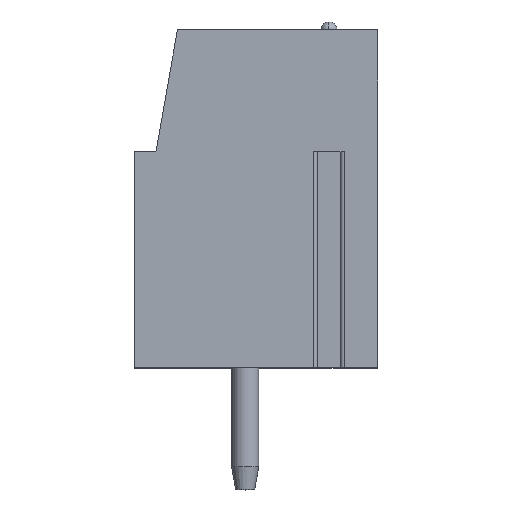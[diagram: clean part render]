
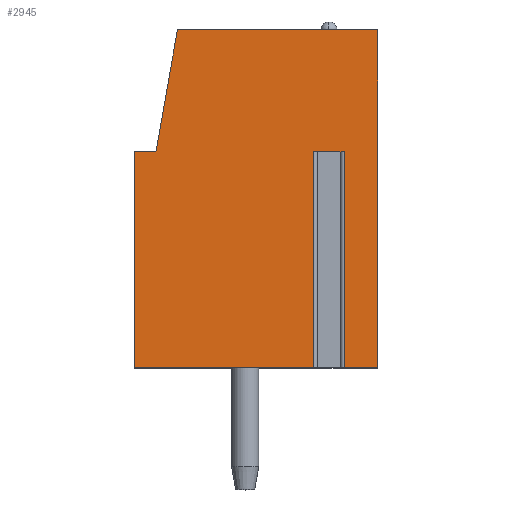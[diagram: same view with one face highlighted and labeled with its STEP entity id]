
A CAD part, top view. The second image highlights one B-rep face of the part: STEP entity #2945.
In plain terms, the highlighted planar face has unit normal (0, 0, 1).
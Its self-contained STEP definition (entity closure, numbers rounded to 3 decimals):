
#13=DIRECTION('',(-1.,0.,0.));
#14=VECTOR('',#13,1.112);
#15=CARTESIAN_POINT('',(3.256,1.75,12.7));
#16=LINE('',#15,#14);
#17=DIRECTION('',(0.,-1.,0.));
#18=VECTOR('',#17,8.);
#19=CARTESIAN_POINT('',(2.144,1.75,12.7));
#20=LINE('',#19,#18);
#21=DIRECTION('',(1.,0.,0.));
#22=VECTOR('',#21,6.644);
#23=CARTESIAN_POINT('',(-4.5,-6.25,12.7));
#24=LINE('',#23,#22);
#25=DIRECTION('',(0.,-1.,0.));
#26=VECTOR('',#25,8.);
#27=CARTESIAN_POINT('',(-4.5,1.75,12.7));
#28=LINE('',#27,#26);
#29=DIRECTION('',(-1.,0.,0.));
#30=VECTOR('',#29,0.8);
#31=CARTESIAN_POINT('',(-3.7,1.75,12.7));
#32=LINE('',#31,#30);
#33=DIRECTION('',(-0.174,-0.985,0.));
#34=VECTOR('',#33,4.569);
#35=CARTESIAN_POINT('',(-2.907,6.25,12.7));
#36=LINE('',#35,#34);
#37=DIRECTION('',(-1.,0.,0.));
#38=VECTOR('',#37,7.407);
#39=CARTESIAN_POINT('',(4.5,6.25,12.7));
#40=LINE('',#39,#38);
#41=DIRECTION('',(0.,1.,0.));
#42=VECTOR('',#41,12.5);
#43=CARTESIAN_POINT('',(4.5,-6.25,12.7));
#44=LINE('',#43,#42);
#45=DIRECTION('',(1.,0.,0.));
#46=VECTOR('',#45,1.244);
#47=CARTESIAN_POINT('',(3.256,-6.25,12.7));
#48=LINE('',#47,#46);
#49=DIRECTION('',(0.,-1.,0.));
#50=VECTOR('',#49,8.);
#51=CARTESIAN_POINT('',(3.256,1.75,12.7));
#52=LINE('',#51,#50);
#2300=CARTESIAN_POINT('',(-3.7,1.75,12.7));
#2301=CARTESIAN_POINT('',(-4.5,1.75,12.7));
#2302=VERTEX_POINT('',#2300);
#2303=VERTEX_POINT('',#2301);
#2304=CARTESIAN_POINT('',(-4.5,-6.25,12.7));
#2305=VERTEX_POINT('',#2304);
#2306=CARTESIAN_POINT('',(4.5,-6.25,12.7));
#2307=CARTESIAN_POINT('',(4.5,6.25,12.7));
#2308=VERTEX_POINT('',#2306);
#2309=VERTEX_POINT('',#2307);
#2310=CARTESIAN_POINT('',(-2.907,6.25,12.7));
#2311=VERTEX_POINT('',#2310);
#2360=CARTESIAN_POINT('',(3.256,1.75,12.7));
#2361=CARTESIAN_POINT('',(2.144,1.75,12.7));
#2362=VERTEX_POINT('',#2360);
#2363=VERTEX_POINT('',#2361);
#2364=CARTESIAN_POINT('',(2.144,-6.25,12.7));
#2365=VERTEX_POINT('',#2364);
#2366=CARTESIAN_POINT('',(3.256,-6.25,12.7));
#2367=VERTEX_POINT('',#2366);
#2918=CARTESIAN_POINT('',(0.,0.,12.7));
#2919=DIRECTION('',(0.,0.,1.));
#2920=DIRECTION('',(1.,0.,0.));
#2921=AXIS2_PLACEMENT_3D('',#2918,#2919,#2920);
#2922=PLANE('',#2921);
#2924=ORIENTED_EDGE('',*,*,#2923,.T.);
#2926=ORIENTED_EDGE('',*,*,#2925,.T.);
#2928=ORIENTED_EDGE('',*,*,#2927,.F.);
#2930=ORIENTED_EDGE('',*,*,#2929,.F.);
#2932=ORIENTED_EDGE('',*,*,#2931,.F.);
#2934=ORIENTED_EDGE('',*,*,#2933,.F.);
#2936=ORIENTED_EDGE('',*,*,#2935,.F.);
#2938=ORIENTED_EDGE('',*,*,#2937,.F.);
#2940=ORIENTED_EDGE('',*,*,#2939,.F.);
#2942=ORIENTED_EDGE('',*,*,#2941,.F.);
#2943=EDGE_LOOP('',(#2924,#2926,#2928,#2930,#2932,#2934,#2936,#2938,#2940,
#2942));
#2944=FACE_OUTER_BOUND('',#2943,.F.);
#2923=EDGE_CURVE('',#2362,#2363,#16,.T.);
#2925=EDGE_CURVE('',#2363,#2365,#20,.T.);
#2927=EDGE_CURVE('',#2305,#2365,#24,.T.);
#2929=EDGE_CURVE('',#2303,#2305,#28,.T.);
#2931=EDGE_CURVE('',#2302,#2303,#32,.T.);
#2933=EDGE_CURVE('',#2311,#2302,#36,.T.);
#2935=EDGE_CURVE('',#2309,#2311,#40,.T.);
#2937=EDGE_CURVE('',#2308,#2309,#44,.T.);
#2939=EDGE_CURVE('',#2367,#2308,#48,.T.);
#2941=EDGE_CURVE('',#2362,#2367,#52,.T.);
#2945=ADVANCED_FACE('',(#2944),#2922,.T.);
